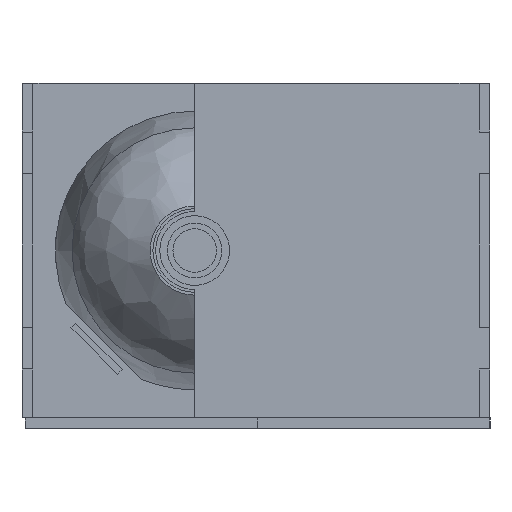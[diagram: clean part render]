
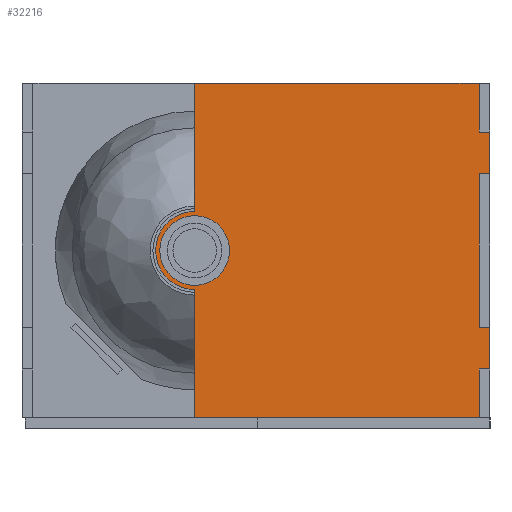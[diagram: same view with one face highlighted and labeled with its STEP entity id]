
A CAD part, left-side view. The second image highlights one B-rep face of the part: STEP entity #32216.
In plain terms, the highlighted face is planar.
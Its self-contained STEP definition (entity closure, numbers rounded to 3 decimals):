
#102 = DIRECTION ( 'NONE',  ( 1., 0., 0. ) ) ;
#587 = VECTOR ( 'NONE', #28170, 1000. ) ;
#666 = ORIENTED_EDGE ( 'NONE', *, *, #34181, .F. ) ;
#1230 = VERTEX_POINT ( 'NONE', #31590 ) ;
#1537 = EDGE_LOOP ( 'NONE', ( #13951, #5744 ) ) ;
#1688 = ORIENTED_EDGE ( 'NONE', *, *, #32079, .F. ) ;
#2802 = CARTESIAN_POINT ( 'NONE',  ( 0., 142.24, -5. ) ) ;
#2919 = VERTEX_POINT ( 'NONE', #3192 ) ;
#3192 = CARTESIAN_POINT ( 'NONE',  ( -12.446, 142.24, -5. ) ) ;
#3249 = VERTEX_POINT ( 'NONE', #28334 ) ;
#3380 = ORIENTED_EDGE ( 'NONE', *, *, #15945, .F. ) ;
#3696 = DIRECTION ( 'NONE',  ( 0., 1., 0. ) ) ;
#3997 = LINE ( 'NONE', #33747, #6536 ) ;
#4032 = CARTESIAN_POINT ( 'NONE',  ( 76.2, 12.7, -5. ) ) ;
#4158 = CARTESIAN_POINT ( 'NONE',  ( 0., 12.7, -5. ) ) ;
#4491 = CARTESIAN_POINT ( 'NONE',  ( -76.2, 142.24, -5. ) ) ;
#4689 = VECTOR ( 'NONE', #25871, 1000. ) ;
#5203 = DIRECTION ( 'NONE',  ( 1., 0., 0. ) ) ;
#5701 = CARTESIAN_POINT ( 'NONE',  ( -76.2, 142.24, -5. ) ) ;
#5744 = ORIENTED_EDGE ( 'NONE', *, *, #9578, .F. ) ;
#5875 = CARTESIAN_POINT ( 'NONE',  ( 0., 142.24, -5. ) ) ;
#6536 = VECTOR ( 'NONE', #28615, 1000. ) ;
#6548 = EDGE_CURVE ( 'NONE', #27259, #2919, #10544, .T. ) ;
#6805 = CARTESIAN_POINT ( 'NONE',  ( -34.925, 142.24, -5. ) ) ;
#7123 = LINE ( 'NONE', #7948, #28383 ) ;
#7286 = DIRECTION ( 'NONE',  ( 1., 0., 0. ) ) ;
#7321 = LINE ( 'NONE', #6805, #587 ) ;
#7610 = DIRECTION ( 'NONE',  ( 1., 0., 0. ) ) ;
#7917 = CARTESIAN_POINT ( 'NONE',  ( 0., 7.7, -5. ) ) ;
#7948 = CARTESIAN_POINT ( 'NONE',  ( 0., 12.7, -5. ) ) ;
#8011 = VERTEX_POINT ( 'NONE', #15012 ) ;
#8598 = CARTESIAN_POINT ( 'NONE',  ( -34.925, 7.7, -5. ) ) ;
#8807 = VERTEX_POINT ( 'NONE', #31565 ) ;
#9331 = VECTOR ( 'NONE', #18536, 1000. ) ;
#9578 = EDGE_CURVE ( 'NONE', #2919, #27259, #32445, .T. ) ;
#10172 = ORIENTED_EDGE ( 'NONE', *, *, #21593, .F. ) ;
#10544 = CIRCLE ( 'NONE', #23625, 12.446 ) ;
#10707 = PLANE ( 'NONE',  #21969 ) ;
#10854 = CARTESIAN_POINT ( 'NONE',  ( 0., 142.24, -5. ) ) ;
#11216 = VERTEX_POINT ( 'NONE', #12467 ) ;
#11746 = EDGE_CURVE ( 'NONE', #1230, #24260, #22767, .T. ) ;
#11982 = VECTOR ( 'NONE', #7286, 1000. ) ;
#11986 = EDGE_CURVE ( 'NONE', #24260, #28428, #29558, .T. ) ;
#12049 = VECTOR ( 'NONE', #27754, 1000. ) ;
#12467 = CARTESIAN_POINT ( 'NONE',  ( -34.925, 12.7, -5. ) ) ;
#12720 = CARTESIAN_POINT ( 'NONE',  ( 12.446, 142.24, -5. ) ) ;
#12843 = CARTESIAN_POINT ( 'NONE',  ( 0., 7.7, -5. ) ) ;
#12852 = CIRCLE ( 'NONE', #24490, 17.78 ) ;
#13593 = LINE ( 'NONE', #4158, #4689 ) ;
#13818 = CARTESIAN_POINT ( 'NONE',  ( 34.925, 7.7, -5. ) ) ;
#13897 = VERTEX_POINT ( 'NONE', #19113 ) ;
#13951 = ORIENTED_EDGE ( 'NONE', *, *, #6548, .F. ) ;
#14108 = EDGE_LOOP ( 'NONE', ( #666, #1688, #18842, #19624, #32069, #31008, #24248, #22768, #33322, #10172, #26378, #14618, #3380, #22042 ) ) ;
#14474 = CARTESIAN_POINT ( 'NONE',  ( 76.2, 142.24, -5. ) ) ;
#14618 = ORIENTED_EDGE ( 'NONE', *, *, #22542, .F. ) ;
#14678 = CARTESIAN_POINT ( 'NONE',  ( -53.975, 7.7, -5. ) ) ;
#15012 = CARTESIAN_POINT ( 'NONE',  ( 53.975, 12.7, -5. ) ) ;
#15625 = EDGE_CURVE ( 'NONE', #8807, #8011, #31032, .T. ) ;
#15945 = EDGE_CURVE ( 'NONE', #8011, #23631, #13593, .T. ) ;
#16314 = DIRECTION ( 'NONE',  ( 0., 0., 1. ) ) ;
#16555 = LINE ( 'NONE', #32065, #17400 ) ;
#17305 = VERTEX_POINT ( 'NONE', #33417 ) ;
#17400 = VECTOR ( 'NONE', #24086, 1000. ) ;
#18413 = LINE ( 'NONE', #5701, #12049 ) ;
#18489 = LINE ( 'NONE', #28899, #31247 ) ;
#18536 = DIRECTION ( 'NONE',  ( 0., 1., 0. ) ) ;
#18842 = ORIENTED_EDGE ( 'NONE', *, *, #25144, .F. ) ;
#19113 = CARTESIAN_POINT ( 'NONE',  ( -76.2, 12.7, -5. ) ) ;
#19173 = AXIS2_PLACEMENT_3D ( 'NONE', #10854, #32362, #7610 ) ;
#19207 = LINE ( 'NONE', #12843, #11982 ) ;
#19624 = ORIENTED_EDGE ( 'NONE', *, *, #21911, .F. ) ;
#20287 = EDGE_CURVE ( 'NONE', #13897, #1230, #3997, .T. ) ;
#21212 = DIRECTION ( 'NONE',  ( -1., 0., 0. ) ) ;
#21474 = VECTOR ( 'NONE', #25864, 1000. ) ;
#21593 = EDGE_CURVE ( 'NONE', #17305, #27177, #12852, .T. ) ;
#21624 = VERTEX_POINT ( 'NONE', #13818 ) ;
#21692 = DIRECTION ( 'NONE',  ( 1., 0., 0. ) ) ;
#21911 = EDGE_CURVE ( 'NONE', #28428, #11216, #7321, .T. ) ;
#21969 = AXIS2_PLACEMENT_3D ( 'NONE', #2802, #24129, #32577 ) ;
#22042 = ORIENTED_EDGE ( 'NONE', *, *, #15625, .F. ) ;
#22160 = LINE ( 'NONE', #14474, #31504 ) ;
#22542 = EDGE_CURVE ( 'NONE', #23631, #3249, #22160, .T. ) ;
#22767 = LINE ( 'NONE', #33709, #21474 ) ;
#22768 = ORIENTED_EDGE ( 'NONE', *, *, #33008, .F. ) ;
#23304 = EDGE_CURVE ( 'NONE', #27177, #31460, #23789, .T. ) ;
#23625 = AXIS2_PLACEMENT_3D ( 'NONE', #5875, #27694, #24849 ) ;
#23631 = VERTEX_POINT ( 'NONE', #4032 ) ;
#23789 = LINE ( 'NONE', #26343, #31056 ) ;
#24086 = DIRECTION ( 'NONE',  ( -1., 0., 0. ) ) ;
#24129 = DIRECTION ( 'NONE',  ( 0., 0., 1. ) ) ;
#24248 = ORIENTED_EDGE ( 'NONE', *, *, #20287, .F. ) ;
#24260 = VERTEX_POINT ( 'NONE', #14678 ) ;
#24422 = FACE_OUTER_BOUND ( 'NONE', #14108, .T. ) ;
#24490 = AXIS2_PLACEMENT_3D ( 'NONE', #27116, #16314, #102 ) ;
#24849 = DIRECTION ( 'NONE',  ( 1., 0., 0. ) ) ;
#25144 = EDGE_CURVE ( 'NONE', #11216, #31617, #7123, .T. ) ;
#25864 = DIRECTION ( 'NONE',  ( 0., -1., 0. ) ) ;
#25871 = DIRECTION ( 'NONE',  ( 1., 0., 0. ) ) ;
#25921 = CARTESIAN_POINT ( 'NONE',  ( -17.78, 142.24, -5. ) ) ;
#26343 = CARTESIAN_POINT ( 'NONE',  ( 0., 142.24, -5. ) ) ;
#26378 = ORIENTED_EDGE ( 'NONE', *, *, #29320, .F. ) ;
#27116 = CARTESIAN_POINT ( 'NONE',  ( 0., 142.24, -5. ) ) ;
#27177 = VERTEX_POINT ( 'NONE', #25921 ) ;
#27259 = VERTEX_POINT ( 'NONE', #12720 ) ;
#27694 = DIRECTION ( 'NONE',  ( 0., 0., -1. ) ) ;
#27754 = DIRECTION ( 'NONE',  ( 0., -1., 0. ) ) ;
#27835 = VECTOR ( 'NONE', #5203, 1000. ) ;
#28170 = DIRECTION ( 'NONE',  ( 0., 1., 0. ) ) ;
#28334 = CARTESIAN_POINT ( 'NONE',  ( 76.2, 142.24, -5. ) ) ;
#28383 = VECTOR ( 'NONE', #21692, 1000. ) ;
#28428 = VERTEX_POINT ( 'NONE', #8598 ) ;
#28615 = DIRECTION ( 'NONE',  ( 1., 0., 0. ) ) ;
#28899 = CARTESIAN_POINT ( 'NONE',  ( 34.925, 142.24, -5. ) ) ;
#29116 = CARTESIAN_POINT ( 'NONE',  ( 53.975, 142.24, -5. ) ) ;
#29320 = EDGE_CURVE ( 'NONE', #3249, #17305, #16555, .T. ) ;
#29558 = LINE ( 'NONE', #7917, #27835 ) ;
#31008 = ORIENTED_EDGE ( 'NONE', *, *, #11746, .F. ) ;
#31032 = LINE ( 'NONE', #29116, #9331 ) ;
#31056 = VECTOR ( 'NONE', #21212, 1000. ) ;
#31247 = VECTOR ( 'NONE', #34236, 1000. ) ;
#31460 = VERTEX_POINT ( 'NONE', #4491 ) ;
#31504 = VECTOR ( 'NONE', #3696, 1000. ) ;
#31565 = CARTESIAN_POINT ( 'NONE',  ( 53.975, 7.7, -5. ) ) ;
#31590 = CARTESIAN_POINT ( 'NONE',  ( -53.975, 12.7, -5. ) ) ;
#31617 = VERTEX_POINT ( 'NONE', #34854 ) ;
#32065 = CARTESIAN_POINT ( 'NONE',  ( 0., 142.24, -5. ) ) ;
#32069 = ORIENTED_EDGE ( 'NONE', *, *, #11986, .F. ) ;
#32079 = EDGE_CURVE ( 'NONE', #31617, #21624, #18489, .T. ) ;
#32216 = ADVANCED_FACE ( 'NONE', ( #24422, #33357 ), #10707, .F. ) ;
#32362 = DIRECTION ( 'NONE',  ( 0., 0., -1. ) ) ;
#32445 = CIRCLE ( 'NONE', #19173, 12.446 ) ;
#32577 = DIRECTION ( 'NONE',  ( 1., 0., 0. ) ) ;
#33008 = EDGE_CURVE ( 'NONE', #31460, #13897, #18413, .T. ) ;
#33322 = ORIENTED_EDGE ( 'NONE', *, *, #23304, .F. ) ;
#33357 = FACE_BOUND ( 'NONE', #1537, .T. ) ;
#33417 = CARTESIAN_POINT ( 'NONE',  ( 17.78, 142.24, -5. ) ) ;
#33709 = CARTESIAN_POINT ( 'NONE',  ( -53.975, 142.24, -5. ) ) ;
#33747 = CARTESIAN_POINT ( 'NONE',  ( 0., 12.7, -5. ) ) ;
#34181 = EDGE_CURVE ( 'NONE', #21624, #8807, #19207, .T. ) ;
#34236 = DIRECTION ( 'NONE',  ( 0., -1., 0. ) ) ;
#34854 = CARTESIAN_POINT ( 'NONE',  ( 34.925, 12.7, -5. ) ) ;
